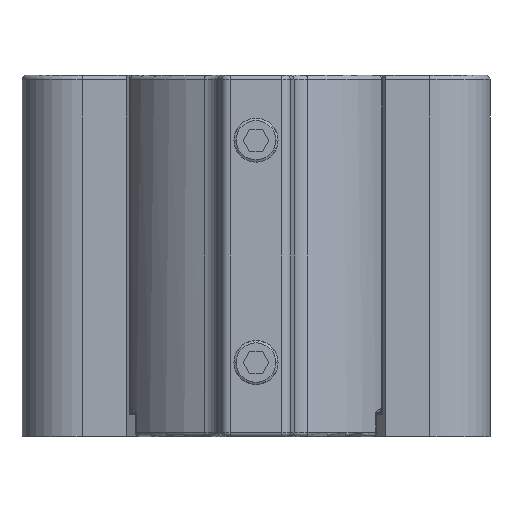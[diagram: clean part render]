
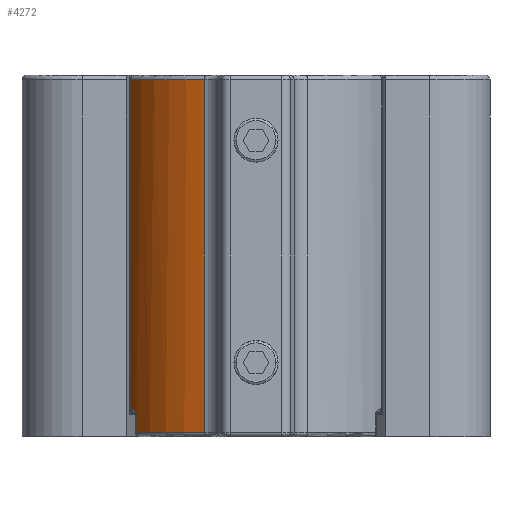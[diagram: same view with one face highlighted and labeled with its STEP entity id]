
A CAD part, front view. The second image highlights one B-rep face of the part: STEP entity #4272.
In plain terms, the highlighted cylindrical face has radius 30.5 mm (diameter 61 mm), a partial arc.
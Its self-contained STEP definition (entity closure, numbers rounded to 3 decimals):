
#59 = EDGE_CURVE ( 'NONE', #8960, #8045, #1178, .T. ) ;
#188 = LINE ( 'NONE', #8296, #8682 ) ;
#209 = CARTESIAN_POINT ( 'NONE',  ( 0., 0., 33. ) ) ;
#252 = DIRECTION ( 'NONE',  ( 1., 0., 0. ) ) ;
#549 = ORIENTED_EDGE ( 'NONE', *, *, #9165, .T. ) ;
#719 = CARTESIAN_POINT ( 'NONE',  ( 25.845, -16.195, 34.007 ) ) ;
#760 = ORIENTED_EDGE ( 'NONE', *, *, #6045, .T. ) ;
#1080 = VECTOR ( 'NONE', #8307, 1000. ) ;
#1082 = CARTESIAN_POINT ( 'NONE',  ( 27.14, -13.916, -38. ) ) ;
#1178 = B_SPLINE_CURVE_WITH_KNOTS ( 'NONE', 3,
 ( #6473, #6434, #8122, #1431, #7268, #3957, #3157, #6553, #719, #8306, #9167, #9057 ),
 .UNSPECIFIED., .F., .F.,
 ( 4, 2, 2, 2, 2, 4 ),
 ( 0., 0.001, 0.002, 0.002, 0.003, 0.003 ),
 .UNSPECIFIED. ) ;
#1431 = CARTESIAN_POINT ( 'NONE',  ( 26.464, -15.164, 33.128 ) ) ;
#1750 = ORIENTED_EDGE ( 'NONE', *, *, #10740, .F. ) ;
#1955 = ORIENTED_EDGE ( 'NONE', *, *, #59, .T. ) ;
#2097 = VERTEX_POINT ( 'NONE', #4318 ) ;
#2456 = DIRECTION ( 'NONE',  ( -1., 0., 0. ) ) ;
#2589 = VECTOR ( 'NONE', #2899, 1000. ) ;
#2760 = CARTESIAN_POINT ( 'NONE',  ( 0., 0., 38. ) ) ;
#2869 = CIRCLE ( 'NONE', #4011, 30.5 ) ;
#2899 = DIRECTION ( 'NONE',  ( 0., 0., -1. ) ) ;
#2919 = VERTEX_POINT ( 'NONE', #3320 ) ;
#3157 = CARTESIAN_POINT ( 'NONE',  ( 26.005, -15.938, 33.598 ) ) ;
#3224 = FACE_OUTER_BOUND ( 'NONE', #5676, .T. ) ;
#3320 = CARTESIAN_POINT ( 'NONE',  ( 25.783, -16.293, 38. ) ) ;
#3675 = ORIENTED_EDGE ( 'NONE', *, *, #8797, .T. ) ;
#3896 = DIRECTION ( 'NONE',  ( 0., 0., -1. ) ) ;
#3957 = CARTESIAN_POINT ( 'NONE',  ( 26.113, -15.761, 33.443 ) ) ;
#4011 = AXIS2_PLACEMENT_3D ( 'NONE', #209, #9322, #252 ) ;
#4272 = ADVANCED_FACE ( 'NONE', ( #3224 ), #9565, .T. ) ;
#4318 = CARTESIAN_POINT ( 'NONE',  ( 11.124, -28.399, 38. ) ) ;
#4375 = DIRECTION ( 'NONE',  ( 0., 0., -1. ) ) ;
#4471 = ORIENTED_EDGE ( 'NONE', *, *, #10035, .T. ) ;
#4817 = EDGE_CURVE ( 'NONE', #4833, #8960, #2869, .T. ) ;
#4833 = VERTEX_POINT ( 'NONE', #8558 ) ;
#5212 = AXIS2_PLACEMENT_3D ( 'NONE', #8019, #3896, #2456 ) ;
#5216 = CARTESIAN_POINT ( 'NONE',  ( 11.124, -28.399, 39. ) ) ;
#5676 = EDGE_LOOP ( 'NONE', ( #1750, #7462, #1955, #549, #4471, #760, #3675 ) ) ;
#5811 = LINE ( 'NONE', #6634, #1080 ) ;
#6045 = EDGE_CURVE ( 'NONE', #2097, #8157, #6143, .T. ) ;
#6082 = CARTESIAN_POINT ( 'NONE',  ( 25.783, -16.293, 34.5 ) ) ;
#6143 = LINE ( 'NONE', #5216, #2589 ) ;
#6188 = AXIS2_PLACEMENT_3D ( 'NONE', #2760, #4375, #6934 ) ;
#6434 = CARTESIAN_POINT ( 'NONE',  ( 26.825, -14.517, 33. ) ) ;
#6473 = CARTESIAN_POINT ( 'NONE',  ( 26.944, -14.293, 33. ) ) ;
#6484 = VERTEX_POINT ( 'NONE', #1082 ) ;
#6553 = CARTESIAN_POINT ( 'NONE',  ( 25.88, -16.14, 33.897 ) ) ;
#6585 = DIRECTION ( 'NONE',  ( 0., 0., -1. ) ) ;
#6634 = CARTESIAN_POINT ( 'NONE',  ( 25.783, -16.293, 39. ) ) ;
#6934 = DIRECTION ( 'NONE',  ( 1., 0., 0. ) ) ;
#7268 = CARTESIAN_POINT ( 'NONE',  ( 26.342, -15.376, 33.209 ) ) ;
#7462 = ORIENTED_EDGE ( 'NONE', *, *, #4817, .T. ) ;
#7936 = CARTESIAN_POINT ( 'NONE',  ( 11.124, -28.399, -38. ) ) ;
#8019 = CARTESIAN_POINT ( 'NONE',  ( 0., 0., 39. ) ) ;
#8045 = VERTEX_POINT ( 'NONE', #6082 ) ;
#8122 = CARTESIAN_POINT ( 'NONE',  ( 26.705, -14.736, 33.024 ) ) ;
#8157 = VERTEX_POINT ( 'NONE', #7936 ) ;
#8251 = CIRCLE ( 'NONE', #8841, 30.5 ) ;
#8296 = CARTESIAN_POINT ( 'NONE',  ( 27.14, -13.916, 39. ) ) ;
#8306 = CARTESIAN_POINT ( 'NONE',  ( 25.797, -16.272, 34.244 ) ) ;
#8307 = DIRECTION ( 'NONE',  ( 0., 0., 1. ) ) ;
#8340 = DIRECTION ( 'NONE',  ( 0., 0., 1. ) ) ;
#8558 = CARTESIAN_POINT ( 'NONE',  ( 27.14, -13.916, 33. ) ) ;
#8682 = VECTOR ( 'NONE', #6585, 1000. ) ;
#8797 = EDGE_CURVE ( 'NONE', #8157, #6484, #8251, .T. ) ;
#8841 = AXIS2_PLACEMENT_3D ( 'NONE', #10029, #8340, #9992 ) ;
#8960 = VERTEX_POINT ( 'NONE', #9387 ) ;
#9057 = CARTESIAN_POINT ( 'NONE',  ( 25.783, -16.293, 34.5 ) ) ;
#9165 = EDGE_CURVE ( 'NONE', #8045, #2919, #5811, .T. ) ;
#9167 = CARTESIAN_POINT ( 'NONE',  ( 25.783, -16.293, 34.372 ) ) ;
#9322 = DIRECTION ( 'NONE',  ( 0., 0., -1. ) ) ;
#9387 = CARTESIAN_POINT ( 'NONE',  ( 26.944, -14.293, 33. ) ) ;
#9565 = CYLINDRICAL_SURFACE ( 'NONE', #5212, 30.5 ) ;
#9992 = DIRECTION ( 'NONE',  ( 1., 0., 0. ) ) ;
#10029 = CARTESIAN_POINT ( 'NONE',  ( 0., 0., -38. ) ) ;
#10035 = EDGE_CURVE ( 'NONE', #2919, #2097, #10105, .T. ) ;
#10105 = CIRCLE ( 'NONE', #6188, 30.5 ) ;
#10740 = EDGE_CURVE ( 'NONE', #4833, #6484, #188, .T. ) ;
